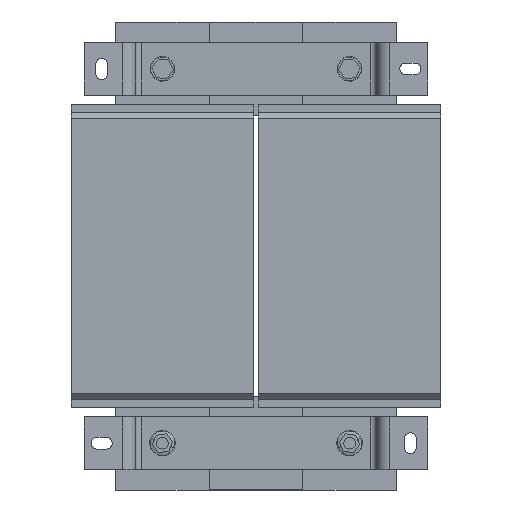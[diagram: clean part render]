
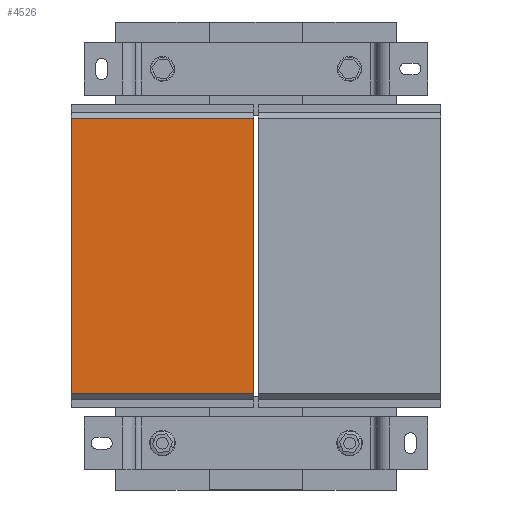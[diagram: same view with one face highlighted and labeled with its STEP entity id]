
A CAD part, front view. The second image highlights one B-rep face of the part: STEP entity #4526.
In plain terms, the highlighted planar face has unit normal (0, -1, 0).
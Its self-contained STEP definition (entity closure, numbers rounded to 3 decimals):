
#225 = ORIENTED_EDGE ( 'NONE', *, *, #21131, .T. ) ;
#1450 = VERTEX_POINT ( 'NONE', #16867 ) ;
#1586 = DIRECTION ( 'NONE',  ( 1., 0., 0. ) ) ;
#1877 = EDGE_LOOP ( 'NONE', ( #19122, #15578, #14827, #225 ) ) ;
#1949 = CARTESIAN_POINT ( 'NONE',  ( -158., -92., -117.8 ) ) ;
#3785 = VECTOR ( 'NONE', #24415, 1000. ) ;
#4526 = ADVANCED_FACE ( 'NONE', ( #16341 ), #23687, .F. ) ;
#5277 = LINE ( 'NONE', #21326, #8266 ) ;
#5382 = EDGE_CURVE ( 'NONE', #18253, #7179, #5277, .T. ) ;
#6361 = LINE ( 'NONE', #16562, #10809 ) ;
#7179 = VERTEX_POINT ( 'NONE', #20039 ) ;
#7783 = DIRECTION ( 'NONE',  ( 1., 0., 0. ) ) ;
#8266 = VECTOR ( 'NONE', #9941, 1000. ) ;
#8848 = LINE ( 'NONE', #11116, #3785 ) ;
#9941 = DIRECTION ( 'NONE',  ( 0., 0., 1. ) ) ;
#10809 = VECTOR ( 'NONE', #1586, 1000. ) ;
#11116 = CARTESIAN_POINT ( 'NONE',  ( -2., -92., 0. ) ) ;
#11899 = VERTEX_POINT ( 'NONE', #13401 ) ;
#12341 = EDGE_CURVE ( 'NONE', #7179, #1450, #6361, .T. ) ;
#13401 = CARTESIAN_POINT ( 'NONE',  ( -2., -92., -117.8 ) ) ;
#13670 = CARTESIAN_POINT ( 'NONE',  ( -158., -92., -117.8 ) ) ;
#14479 = AXIS2_PLACEMENT_3D ( 'NONE', #16136, #16298, #22046 ) ;
#14827 = ORIENTED_EDGE ( 'NONE', *, *, #5382, .F. ) ;
#15266 = VECTOR ( 'NONE', #7783, 1000. ) ;
#15578 = ORIENTED_EDGE ( 'NONE', *, *, #12341, .F. ) ;
#16136 = CARTESIAN_POINT ( 'NONE',  ( -158., -92., 0. ) ) ;
#16298 = DIRECTION ( 'NONE',  ( 0., 1., 0. ) ) ;
#16341 = FACE_OUTER_BOUND ( 'NONE', #1877, .T. ) ;
#16562 = CARTESIAN_POINT ( 'NONE',  ( -158., -92., 117.8 ) ) ;
#16867 = CARTESIAN_POINT ( 'NONE',  ( -2., -92., 117.8 ) ) ;
#18253 = VERTEX_POINT ( 'NONE', #13670 ) ;
#19122 = ORIENTED_EDGE ( 'NONE', *, *, #23998, .T. ) ;
#20039 = CARTESIAN_POINT ( 'NONE',  ( -158., -92., 117.8 ) ) ;
#21131 = EDGE_CURVE ( 'NONE', #18253, #11899, #21768, .T. ) ;
#21326 = CARTESIAN_POINT ( 'NONE',  ( -158., -92., 0. ) ) ;
#21768 = LINE ( 'NONE', #1949, #15266 ) ;
#22046 = DIRECTION ( 'NONE',  ( 1., 0., 0. ) ) ;
#23687 = PLANE ( 'NONE',  #14479 ) ;
#23998 = EDGE_CURVE ( 'NONE', #11899, #1450, #8848, .T. ) ;
#24415 = DIRECTION ( 'NONE',  ( 0., 0., 1. ) ) ;
